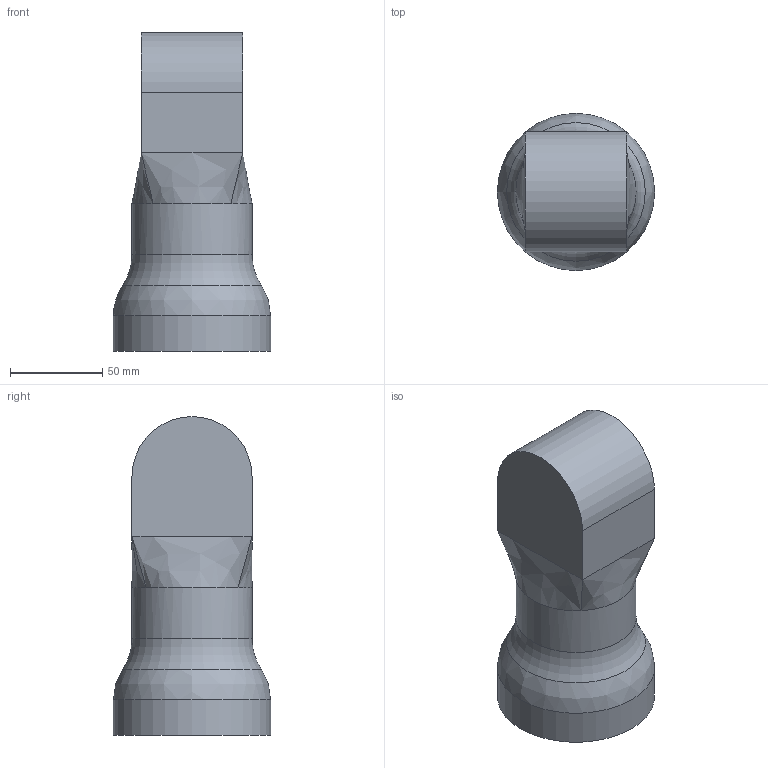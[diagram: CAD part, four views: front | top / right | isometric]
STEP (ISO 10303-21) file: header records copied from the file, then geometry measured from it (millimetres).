
FILE_DESCRIPTION(/* description */ (''),/* implementation_level */ '2;1');
FILE_NAME(/* name */ 'shank.step',/* time_stamp */ '2021-02-27T16:53:12-05:00',/* author */ ('boxi'),/* organization */ (''),/* preprocessor_version */ 'ST-DEVELOPER v18',/* originating_system */ 'Autodesk Inventor 2020',/* authorisation */ '');
FILE_SCHEMA (('CONFIG_CONTROL_DESIGN'));
Length unit declared in the file: millimetre
Products named in the file (1): shank_2
Bounding box: 85 x 85 x 172.5 mm (x, y, z)
Volume: 621854.3 mm3; surface area: 52239.7 mm2
Topology: 1 solids, 1 shells, 16 faces, 49 edges, 36 vertices
Faces by surface type: plane 6, bspline 5, cylinder 4, torus 1
Full cylindrical faces by diameter (mm): 25 x1, 65 x1, 85 x1
Entity records: 738 total; most frequent: CARTESIAN_POINT 236, DIRECTION 99, ORIENTED_EDGE 98, EDGE_CURVE 49, AXIS2_PLACEMENT_3D 38, VERTEX_POINT 36, CIRCLE 26, LINE 23
